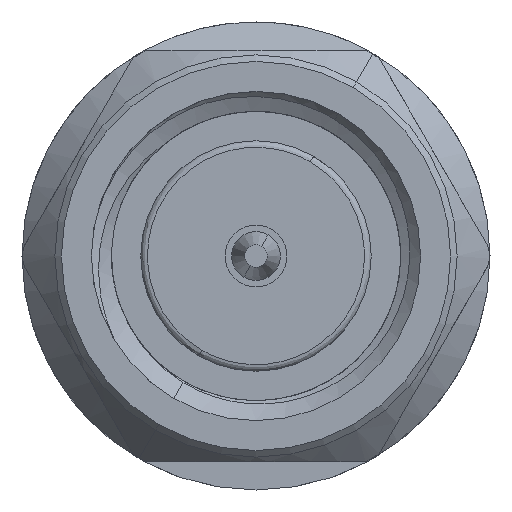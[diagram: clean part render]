
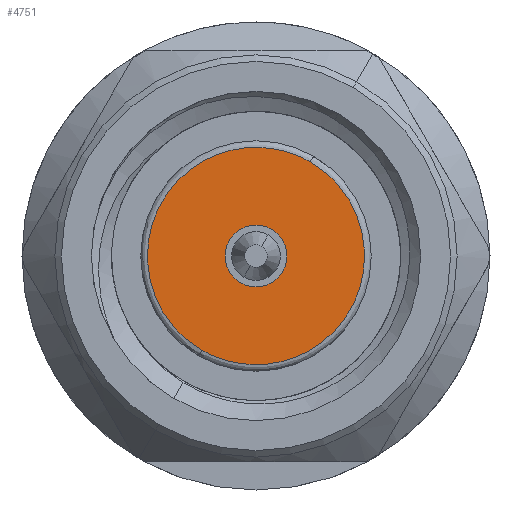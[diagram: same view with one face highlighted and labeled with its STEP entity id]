
A CAD part, left-side view. The second image highlights one B-rep face of the part: STEP entity #4751.
In plain terms, the highlighted planar face has unit normal (-1, 0, 0).
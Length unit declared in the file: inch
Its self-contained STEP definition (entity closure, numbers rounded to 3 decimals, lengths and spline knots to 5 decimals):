
#262 = EDGE_CURVE ( 'NONE', #4451, #3289, #2134, .T. ) ;
#405 = CARTESIAN_POINT ( 'NONE',  ( 0.11, -0.10164, -0.15395 ) ) ;
#474 = CARTESIAN_POINT ( 'NONE',  ( 0.11, 0.04125, -0.07145 ) ) ;
#508 = DIRECTION ( 'NONE',  ( 1., 0., 0. ) ) ;
#575 = CARTESIAN_POINT ( 'NONE',  ( 0.11, 0.04125, -0.07145 ) ) ;
#686 = CARTESIAN_POINT ( 'NONE',  ( 0.11, -0.04125, 0.07145 ) ) ;
#953 = DIRECTION ( 'NONE',  ( 0., 0.5, -0.866 ) ) ;
#1182 =( BOUNDED_CURVE ( )  B_SPLINE_CURVE ( 3, ( #686, #3278, #405, #4445 ),
 .UNSPECIFIED., .F., .T. ) 
 B_SPLINE_CURVE_WITH_KNOTS ( ( 4, 4 ),
 ( 0., 1. ),
 .UNSPECIFIED. ) 
 CURVE ( )  GEOMETRIC_REPRESENTATION_ITEM ( )  RATIONAL_B_SPLINE_CURVE ( ( 1., 0.333, 0.333, 1. ) ) 
 REPRESENTATION_ITEM ( '' )  );
#1428 = EDGE_LOOP ( 'NONE', ( #2606, #3656 ) ) ;
#1490 = DIRECTION ( 'NONE',  ( -1., 0., 0. ) ) ;
#1559 = CIRCLE ( 'NONE', #2552, 0.0235 ) ;
#1778 = EDGE_CURVE ( 'NONE', #4646, #2049, #2451, .T. ) ;
#1903 = CARTESIAN_POINT ( 'NONE',  ( 0.11, 0., 0. ) ) ;
#1946 = EDGE_CURVE ( 'NONE', #3289, #4451, #1559, .T. ) ;
#1947 = CARTESIAN_POINT ( 'NONE',  ( 0.11, -0.04125, 0.07145 ) ) ;
#2049 = VERTEX_POINT ( 'NONE', #4466 ) ;
#2134 = CIRCLE ( 'NONE', #2435, 0.0235 ) ;
#2176 = AXIS2_PLACEMENT_3D ( 'NONE', #2743, #508, #953 ) ;
#2264 = ORIENTED_EDGE ( 'NONE', *, *, #1778, .F. ) ;
#2435 = AXIS2_PLACEMENT_3D ( 'NONE', #1903, #1490, #4123 ) ;
#2451 =( BOUNDED_CURVE ( )  B_SPLINE_CURVE ( 3, ( #474, #3413, #3087, #1947 ),
 .UNSPECIFIED., .F., .T. ) 
 B_SPLINE_CURVE_WITH_KNOTS ( ( 4, 4 ),
 ( 0., 1. ),
 .UNSPECIFIED. ) 
 CURVE ( )  GEOMETRIC_REPRESENTATION_ITEM ( )  RATIONAL_B_SPLINE_CURVE ( ( 1., 0.333, 0.333, 1. ) ) 
 REPRESENTATION_ITEM ( '' )  );
#2552 = AXIS2_PLACEMENT_3D ( 'NONE', #3330, #2561, #2947 ) ;
#2561 = DIRECTION ( 'NONE',  ( -1., 0., 0. ) ) ;
#2606 = ORIENTED_EDGE ( 'NONE', *, *, #262, .F. ) ;
#2743 = CARTESIAN_POINT ( 'NONE',  ( 0.11, 0., 0. ) ) ;
#2947 = DIRECTION ( 'NONE',  ( 0., 0.5, -0.866 ) ) ;
#3087 = CARTESIAN_POINT ( 'NONE',  ( 0.11, 0.10164, 0.15395 ) ) ;
#3158 = FACE_OUTER_BOUND ( 'NONE', #4682, .T. ) ;
#3215 = CARTESIAN_POINT ( 'NONE',  ( 0.11, 0.01175, -0.02035 ) ) ;
#3278 = CARTESIAN_POINT ( 'NONE',  ( 0.11, -0.18414, -0.01105 ) ) ;
#3289 = VERTEX_POINT ( 'NONE', #4335 ) ;
#3330 = CARTESIAN_POINT ( 'NONE',  ( 0.11, 0., 0. ) ) ;
#3413 = CARTESIAN_POINT ( 'NONE',  ( 0.11, 0.18414, 0.01105 ) ) ;
#3420 = ORIENTED_EDGE ( 'NONE', *, *, #3532, .F. ) ;
#3532 = EDGE_CURVE ( 'NONE', #2049, #4646, #1182, .T. ) ;
#3656 = ORIENTED_EDGE ( 'NONE', *, *, #1946, .F. ) ;
#4123 = DIRECTION ( 'NONE',  ( 0., 0.5, -0.866 ) ) ;
#4145 = FACE_BOUND ( 'NONE', #1428, .T. ) ;
#4194 = PLANE ( 'NONE',  #2176 ) ;
#4335 = CARTESIAN_POINT ( 'NONE',  ( 0.11, -0.01175, 0.02035 ) ) ;
#4445 = CARTESIAN_POINT ( 'NONE',  ( 0.11, 0.04125, -0.07145 ) ) ;
#4451 = VERTEX_POINT ( 'NONE', #3215 ) ;
#4466 = CARTESIAN_POINT ( 'NONE',  ( 0.11, -0.04125, 0.07145 ) ) ;
#4646 = VERTEX_POINT ( 'NONE', #575 ) ;
#4682 = EDGE_LOOP ( 'NONE', ( #2264, #3420 ) ) ;
#4751 = ADVANCED_FACE ( 'NONE', ( #4145, #3158 ), #4194, .F. ) ;
